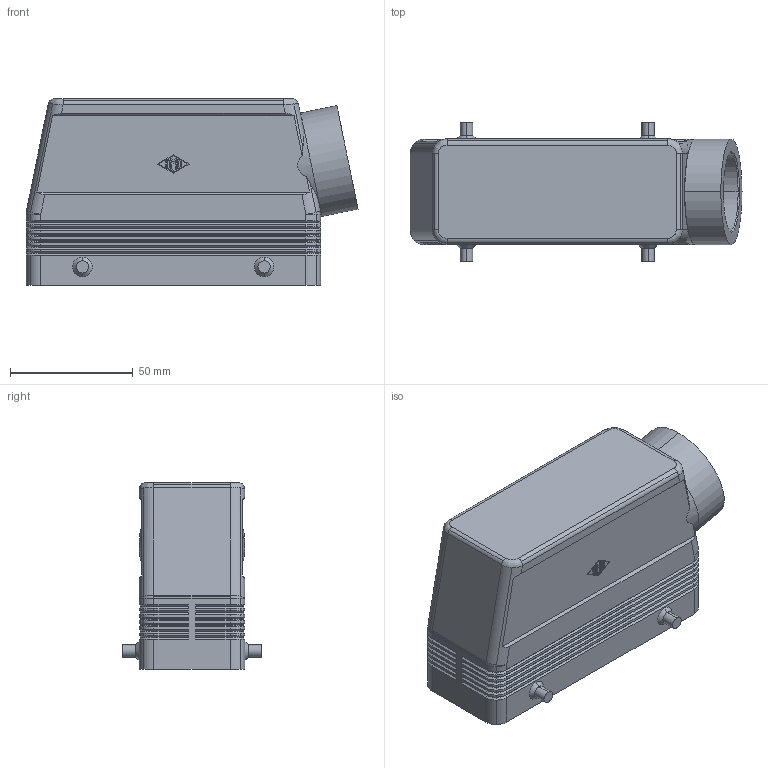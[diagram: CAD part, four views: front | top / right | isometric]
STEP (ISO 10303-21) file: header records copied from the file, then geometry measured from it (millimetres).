
FILE_DESCRIPTION((''),'2;1');
FILE_NAME('MAOS 24.32.stp','2006-12-21T13:00:09',('gembarski'),(''),'Autodesk Inventor 7','Autodesk Inventor 7','');
FILE_SCHEMA(('AUTOMOTIVE_DESIGN { 1 0 10303 214 1 1 1 1 }'));
Length unit declared in the file: millimetre
Products named in the file (1): CAO Tüllengehäuse 2 Bügel für einen Einsatz
Bounding box: 135.24 x 57 x 76 mm (x, y, z)
Volume: 92205.5 mm3; surface area: 57684.7 mm2
Topology: 1 solids, 1 shells, 526 faces, 1240 edges, 726 vertices
Faces by surface type: plane 192, cylinder 134, cone 108, bspline 88, sphere 4
Entity records: 15873 total; most frequent: CARTESIAN_POINT 3965, DIRECTION 2490, ORIENTED_EDGE 2464, EDGE_CURVE 1232, AXIS2_PLACEMENT_3D 845, VECTOR 800, LINE 800, VERTEX_POINT 726
